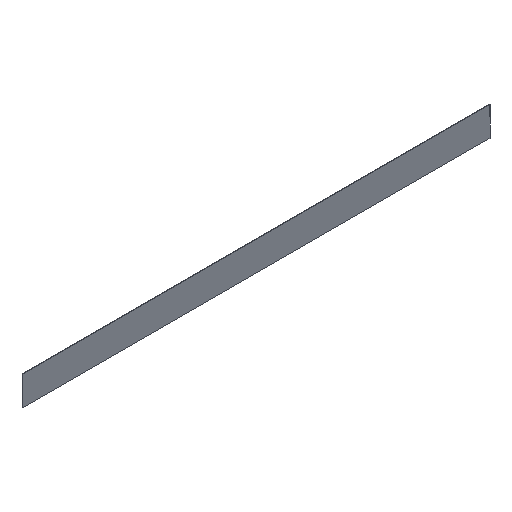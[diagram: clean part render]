
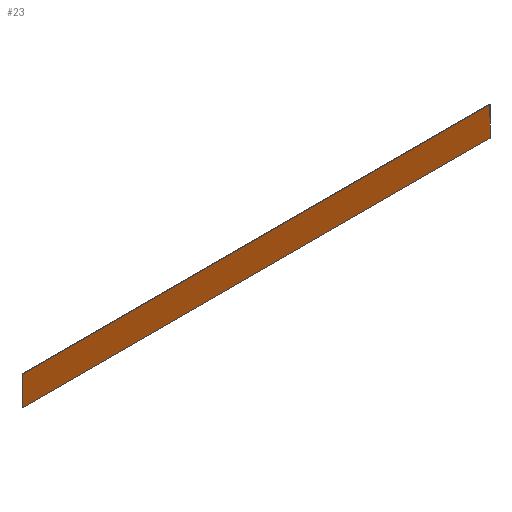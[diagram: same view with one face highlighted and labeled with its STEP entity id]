
A CAD part, isometric view. The second image highlights one B-rep face of the part: STEP entity #23.
In plain terms, the highlighted planar face has unit normal (0, -1, 0).
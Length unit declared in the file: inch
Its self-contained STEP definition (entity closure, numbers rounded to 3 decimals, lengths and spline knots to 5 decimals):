
#6 = EDGE_CURVE ( 'NONE', #52, #42, #50, .T. ) ;
#7 = EDGE_CURVE ( 'NONE', #45, #52, #55, .T. ) ;
#11 = EDGE_CURVE ( 'NONE', #42, #43, #137, .T. ) ;
#14 = EDGE_CURVE ( 'NONE', #43, #45, #157, .T. ) ;
#23 = ADVANCED_FACE ( 'NONE', ( #88 ), #139, .T. ) ;
#35 = DIRECTION ( 'NONE',  ( 0., 0., -1. ) ) ;
#42 = VERTEX_POINT ( 'NONE', #102 ) ;
#43 = VERTEX_POINT ( 'NONE', #103 ) ;
#45 = VERTEX_POINT ( 'NONE', #105 ) ;
#49 = CARTESIAN_POINT ( 'NONE',  ( 0., 0., 0. ) ) ;
#50 = LINE ( 'NONE', #49, #67 ) ;
#52 = VERTEX_POINT ( 'NONE', #109 ) ;
#54 = DIRECTION ( 'NONE',  ( 0., 0., 1. ) ) ;
#55 = LINE ( 'NONE', #56, #68 ) ;
#56 = CARTESIAN_POINT ( 'NONE',  ( 0., 0., -0.625 ) ) ;
#57 = DIRECTION ( 'NONE',  ( -1., 0., 0. ) ) ;
#67 = VECTOR ( 'NONE', #54, 39.37008 ) ;
#68 = VECTOR ( 'NONE', #57, 39.37008 ) ;
#73 = VECTOR ( 'NONE', #136, 39.37008 ) ;
#76 = VECTOR ( 'NONE', #35, 39.37008 ) ;
#88 = FACE_OUTER_BOUND ( 'NONE', #162, .T. ) ;
#91 = AXIS2_PLACEMENT_3D ( 'NONE', #148, #147, #146 ) ;
#102 = CARTESIAN_POINT ( 'NONE',  ( 0., 0., 0. ) ) ;
#103 = CARTESIAN_POINT ( 'NONE',  ( 10., 0., 0. ) ) ;
#105 = CARTESIAN_POINT ( 'NONE',  ( 10., 0., -0.625 ) ) ;
#109 = CARTESIAN_POINT ( 'NONE',  ( 0., 0., -0.625 ) ) ;
#136 = DIRECTION ( 'NONE',  ( 1., 0., 0. ) ) ;
#137 = LINE ( 'NONE', #138, #73 ) ;
#138 = CARTESIAN_POINT ( 'NONE',  ( 10., 0., 0. ) ) ;
#139 = PLANE ( 'NONE',  #91 ) ;
#146 = DIRECTION ( 'NONE',  ( 0., 0., -1. ) ) ;
#147 = DIRECTION ( 'NONE',  ( 0., -1., 0. ) ) ;
#148 = CARTESIAN_POINT ( 'NONE',  ( 0., 0., 0. ) ) ;
#154 = CARTESIAN_POINT ( 'NONE',  ( 10., 0., -0.625 ) ) ;
#157 = LINE ( 'NONE', #154, #76 ) ;
#162 = EDGE_LOOP ( 'NONE', ( #176, #177, #178, #175 ) ) ;
#175 = ORIENTED_EDGE ( 'NONE', *, *, #14, .F. ) ;
#176 = ORIENTED_EDGE ( 'NONE', *, *, #11, .F. ) ;
#177 = ORIENTED_EDGE ( 'NONE', *, *, #6, .F. ) ;
#178 = ORIENTED_EDGE ( 'NONE', *, *, #7, .F. ) ;
